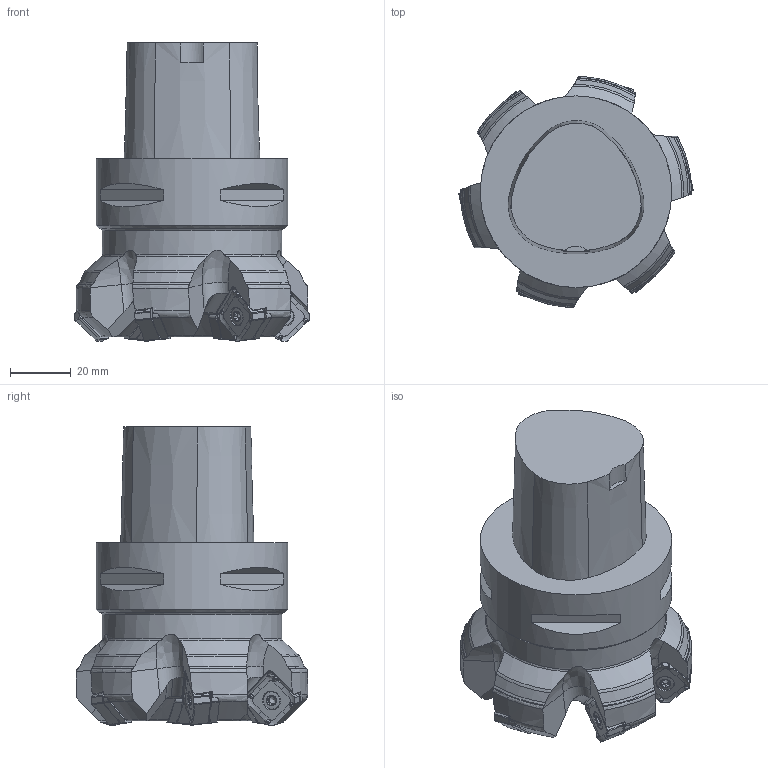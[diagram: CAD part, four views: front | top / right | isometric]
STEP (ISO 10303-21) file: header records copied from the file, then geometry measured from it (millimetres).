
FILE_DESCRIPTION(/* description */ (''),/* implementation_level */ '2;1');
FILE_NAME(/* name */ 'toolassembly_1.stp',/* time_stamp */ '2019-01-25T11:41:52+01:00',/* author */ (''),/* organization */ ('SMS'),/* preprocessor_version */ 'ST-DEVELOPER v15',/* originating_system */ 'SIEMENS PLM Software NX 8.5',/* authorisation */ '');
FILE_SCHEMA (('AUTOMOTIVE_DESIGN { 1 0 10303 214 3 1 1 1 }'));
Products named in the file (4): ASSEMBLY_CONSTRUCTION; CUT_20190125114045; NOCUT_20190125114019; TOOLASSEMBLY_1
Assembly tree (8 placements, depth 2):
  TOOLASSEMBLY_1
    NOCUT_20190125114019
    CUT_20190125114045  x6
    ASSEMBLY_CONSTRUCTION
Bounding box: 77.07 x 75.99 x 98 mm (x, y, z)
Volume: 220231 mm3; surface area: 30692.7 mm2
Topology: 7 solids, 7 shells, 3108 faces, 7761 edges, 4700 vertices
Faces by surface type: bspline 918, cylinder 849, plane 653, cone 265, torus 254, extrusion 120, sphere 49
Full cylindrical faces by diameter (mm): 3.5 x6, 4 x6, 4.8 x6, 5.7 x6, 59 x1, 63 x1
Entity records: 99848 total; most frequent: CARTESIAN_POINT 41239, ORIENTED_EDGE 12988, DIRECTION 11600, EDGE_CURVE 6494, AXIS2_PLACEMENT_3D 4820, VERTEX_POINT 3926, EDGE_LOOP 2748, ADVANCED_FACE 2662
